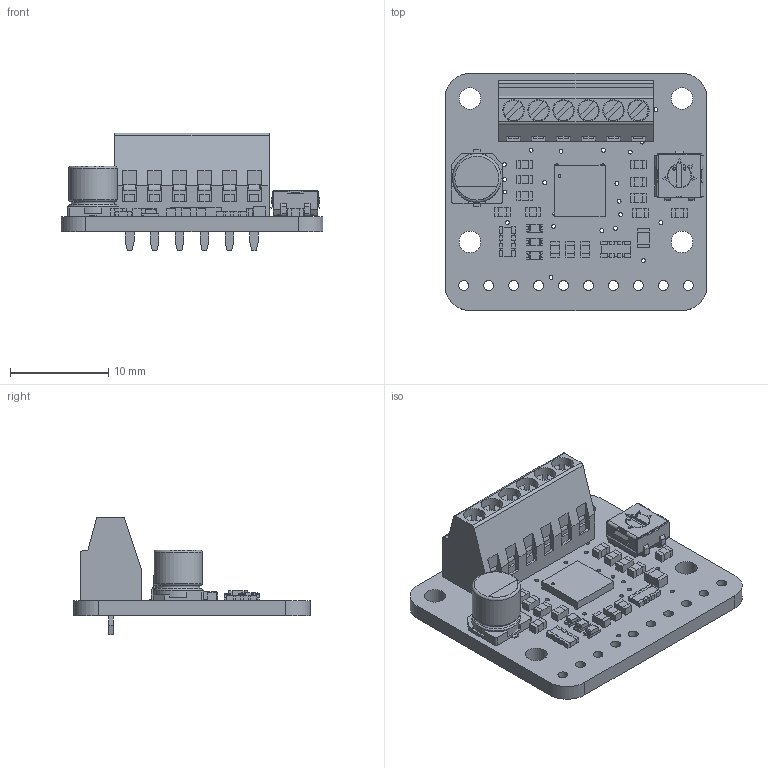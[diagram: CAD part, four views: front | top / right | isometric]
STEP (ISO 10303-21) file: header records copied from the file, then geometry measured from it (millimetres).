
FILE_DESCRIPTION(/* description */ ('','CAx-IF Rec.Pracs.---Representation and Presentation of Product Manufacturing Information (PMI)---4.0---2014-10-13'),/* implementation_level */ '2;1');
FILE_NAME(/* name */ 'PCB Component.step',/* time_stamp */ '2025-01-16T13:27:58-05:00',/* author */ (''),/* organization */ (''),/* preprocessor_version */ 'ST-DEVELOPER v20',/* originating_system */ 'Autodesk Translation Framework v13.20.0.188',/* authorisation */ '');
FILE_SCHEMA (('AP242_MANAGED_MODEL_BASED_3D_ENGINEERING_MIM_LF { 1 0 10303 442 1 1 4 }'));
Length unit declared in the file: millimetre
Products named in the file (10): PCB Component; Board; 0.22uF/50V; 10K; A4988QFN; 20K Pack; 10uF; 6-pin 2.54 Terminal; 22uF/50V; GREEN
Assembly tree (24 placements, depth 2):
  PCB Component
    Board
    0.22uF/50V  x13
    10K
    A4988QFN
    20K Pack  x2
    10uF
    6-pin 2.54 Terminal
    22uF/50V
    GREEN  x3
Bounding box: 26.67 x 24.13 x 12 mm (x, y, z)
Volume: 1638.2 mm3; surface area: 4079.3 mm2
Topology: 88 solids, 88 shells, 1657 faces, 4360 edges, 2869 vertices
Faces by surface type: plane 1416, cylinder 210, bspline 12, cone 7, torus 6, sphere 6
Full cylindrical faces by diameter (mm): 0.254 x2, 0.258 x1, 0.394 x38, 0.4 x4, 0.5 x2, 1 x16, 1.6 x12, 1.7 x6, 2.2 x10, 2.464 x1, 4.905 x1, 4.925 x1
Entity records: 41731 total; most frequent: CARTESIAN_POINT 7839, ORIENTED_EDGE 6860, DIRECTION 6576, EDGE_CURVE 3430, LINE 2814, VECTOR 2814, VERTEX_POINT 2249, AXIS2_PLACEMENT_3D 1881
